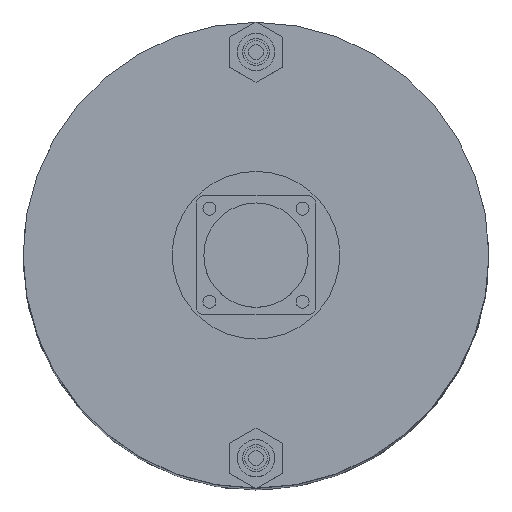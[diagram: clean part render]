
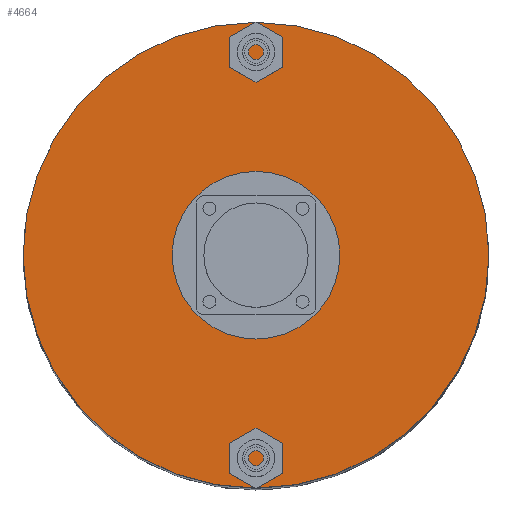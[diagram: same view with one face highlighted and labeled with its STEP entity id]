
A CAD part, top view. The second image highlights one B-rep face of the part: STEP entity #4664.
In plain terms, the highlighted planar face has unit normal (0, 0, 1).
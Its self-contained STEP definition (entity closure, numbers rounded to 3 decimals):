
#60 = EDGE_LOOP ( 'NONE', ( #3051, #537 ) ) ;
#111 = DIRECTION ( 'NONE',  ( 0., 0., 1. ) ) ;
#208 = CIRCLE ( 'NONE', #3981, 62.5 ) ;
#239 = CIRCLE ( 'NONE', #3452, 22.5 ) ;
#259 = EDGE_CURVE ( 'NONE', #331, #652, #239, .T. ) ;
#331 = VERTEX_POINT ( 'NONE', #1332 ) ;
#537 = ORIENTED_EDGE ( 'NONE', *, *, #1922, .T. ) ;
#652 = VERTEX_POINT ( 'NONE', #4627 ) ;
#791 = AXIS2_PLACEMENT_3D ( 'NONE', #4195, #2294, #2676 ) ;
#926 = VERTEX_POINT ( 'NONE', #1449 ) ;
#975 = CARTESIAN_POINT ( 'NONE',  ( -62.5, 0., 35.5 ) ) ;
#1224 = DIRECTION ( 'NONE',  ( 1., 0., 0. ) ) ;
#1277 = CARTESIAN_POINT ( 'NONE',  ( 0., 0., 35.5 ) ) ;
#1332 = CARTESIAN_POINT ( 'NONE',  ( 22.5, 0., 35.5 ) ) ;
#1449 = CARTESIAN_POINT ( 'NONE',  ( 62.5, 0., 35.5 ) ) ;
#1477 = CIRCLE ( 'NONE', #2381, 62.5 ) ;
#1608 = DIRECTION ( 'NONE',  ( 0., 0., 1. ) ) ;
#1735 = DIRECTION ( 'NONE',  ( 0., 0., 1. ) ) ;
#1885 = FACE_OUTER_BOUND ( 'NONE', #60, .T. ) ;
#1922 = EDGE_CURVE ( 'NONE', #926, #3940, #208, .T. ) ;
#2294 = DIRECTION ( 'NONE',  ( 0., 0., 1. ) ) ;
#2360 = CIRCLE ( 'NONE', #4016, 22.5 ) ;
#2381 = AXIS2_PLACEMENT_3D ( 'NONE', #4202, #111, #1224 ) ;
#2460 = CARTESIAN_POINT ( 'NONE',  ( 0., 0., 35.5 ) ) ;
#2676 = DIRECTION ( 'NONE',  ( 1., 0., 0. ) ) ;
#2696 = FACE_BOUND ( 'NONE', #4533, .T. ) ;
#2782 = DIRECTION ( 'NONE',  ( 0., 0., 1. ) ) ;
#2798 = EDGE_CURVE ( 'NONE', #652, #331, #2360, .T. ) ;
#2836 = ORIENTED_EDGE ( 'NONE', *, *, #259, .F. ) ;
#3051 = ORIENTED_EDGE ( 'NONE', *, *, #3658, .T. ) ;
#3452 = AXIS2_PLACEMENT_3D ( 'NONE', #2460, #1735, #3590 ) ;
#3511 = DIRECTION ( 'NONE',  ( 1., 0., 0. ) ) ;
#3590 = DIRECTION ( 'NONE',  ( 1., 0., 0. ) ) ;
#3658 = EDGE_CURVE ( 'NONE', #3940, #926, #1477, .T. ) ;
#3845 = CARTESIAN_POINT ( 'NONE',  ( 0., 0., 35.5 ) ) ;
#3940 = VERTEX_POINT ( 'NONE', #975 ) ;
#3981 = AXIS2_PLACEMENT_3D ( 'NONE', #1277, #2782, #3511 ) ;
#4016 = AXIS2_PLACEMENT_3D ( 'NONE', #3845, #1608, #4192 ) ;
#4172 = PLANE ( 'NONE',  #791 ) ;
#4192 = DIRECTION ( 'NONE',  ( 1., 0., 0. ) ) ;
#4195 = CARTESIAN_POINT ( 'NONE',  ( 0., 0., 35.5 ) ) ;
#4202 = CARTESIAN_POINT ( 'NONE',  ( 0., 0., 35.5 ) ) ;
#4401 = ORIENTED_EDGE ( 'NONE', *, *, #2798, .F. ) ;
#4533 = EDGE_LOOP ( 'NONE', ( #4401, #2836 ) ) ;
#4627 = CARTESIAN_POINT ( 'NONE',  ( -22.5, 0., 35.5 ) ) ;
#4664 = ADVANCED_FACE ( 'NONE', ( #2696, #1885 ), #4172, .T. ) ;
